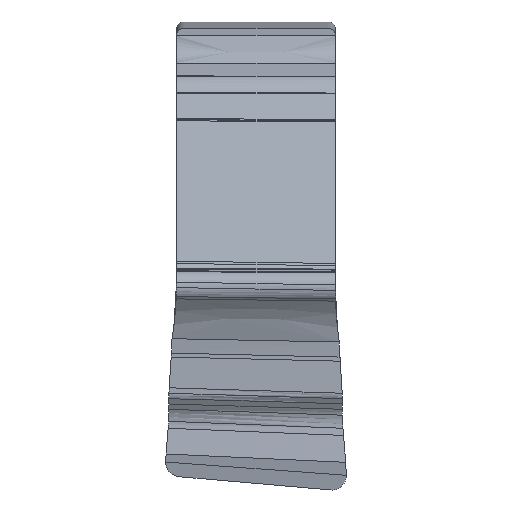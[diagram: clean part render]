
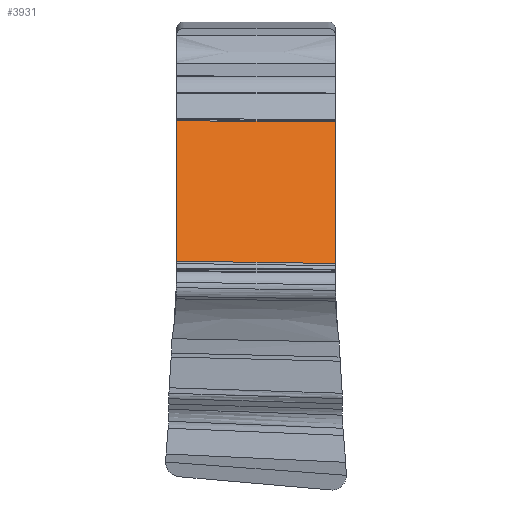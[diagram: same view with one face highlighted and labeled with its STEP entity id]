
A CAD part, top view. The second image highlights one B-rep face of the part: STEP entity #3931.
In plain terms, the highlighted planar face has unit normal (0, 0.309, 0.951).
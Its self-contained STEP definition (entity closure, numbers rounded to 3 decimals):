
#428=DIRECTION('',(0.,-0.951,0.309));
#429=VECTOR('',#428,4.128);
#430=CARTESIAN_POINT('',(2.2,10.018,-0.934));
#431=LINE('',#430,#429);
#438=CARTESIAN_POINT('',(2.2,10.018,-0.934));
#694=DIRECTION('',(0.,0.951,-0.309));
#695=VECTOR('',#694,4.091);
#696=CARTESIAN_POINT('',(-2.2,6.156,0.32));
#697=LINE('',#696,#695);
#704=CARTESIAN_POINT('',(-2.2,6.156,0.32));
#1349=DIRECTION('',(-1.,0.007,-0.002));
#1350=VECTOR('',#1349,4.4);
#1351=CARTESIAN_POINT('',(2.2,10.018,
-0.934));
#1352=LINE('',#1351,#1350);
#1356=DIRECTION('',(1.,-0.015,0.005));
#1357=VECTOR('',#1356,4.401);
#1358=CARTESIAN_POINT('',(-2.2,6.156,
0.32));
#1359=LINE('',#1358,#1357);
#1807=VERTEX_POINT('',#704);
#1808=CARTESIAN_POINT('',(-2.2,10.047,
-0.944));
#1809=VERTEX_POINT('',#1808);
#1860=VERTEX_POINT('',#438);
#1861=CARTESIAN_POINT('',(2.2,6.092,0.341));
#1862=VERTEX_POINT('',#1861);
#3919=CARTESIAN_POINT('',(0.,8.078,
-0.304));
#3920=DIRECTION('',(0.,0.309,0.951));
#3921=DIRECTION('',(0.,0.951,-0.309));
#3922=AXIS2_PLACEMENT_3D('',#3919,#3920,#3921);
#3923=PLANE('',#3922);
#3924=ORIENTED_EDGE('',*,*,#3901,.F.);
#3925=ORIENTED_EDGE('',*,*,#2291,.T.);
#3927=ORIENTED_EDGE('',*,*,#3926,.F.);
#3928=ORIENTED_EDGE('',*,*,#2443,.T.);
#3929=EDGE_LOOP('',(#3924,#3925,#3927,#3928));
#3930=FACE_OUTER_BOUND('',#3929,.F.);
#2291=EDGE_CURVE('',#1860,#1862,#431,.T.);
#2443=EDGE_CURVE('',#1807,#1809,#697,.T.);
#3901=EDGE_CURVE('',#1860,#1809,#1352,.T.);
#3926=EDGE_CURVE('',#1807,#1862,#1359,.T.);
#3931=ADVANCED_FACE('',(#3930),#3923,.T.);
